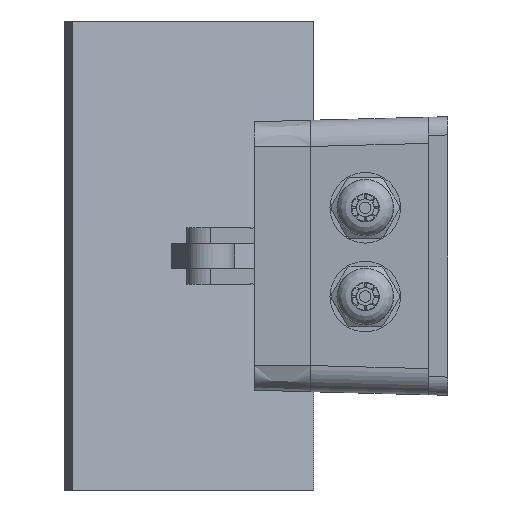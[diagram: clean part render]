
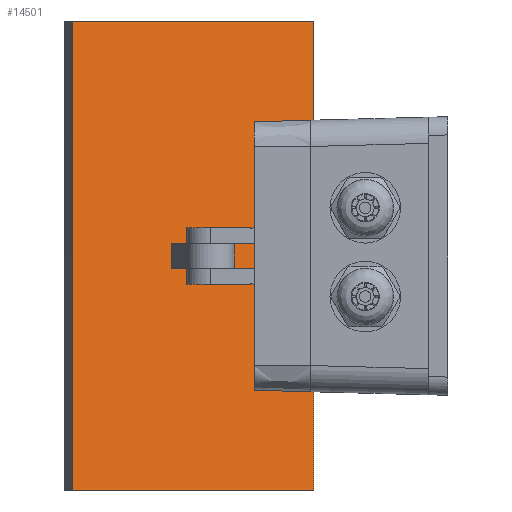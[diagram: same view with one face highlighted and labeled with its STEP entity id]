
A CAD part, left-side view. The second image highlights one B-rep face of the part: STEP entity #14501.
In plain terms, the highlighted face is planar.
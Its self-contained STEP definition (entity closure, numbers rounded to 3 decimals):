
#1205=FACE_BOUND('',#3040,.T.);
#1525=PLANE('',#15758);
#2211=FACE_OUTER_BOUND('',#3039,.T.);
#3039=EDGE_LOOP('',(#11576,#11577,#11578,#11579));
#3040=EDGE_LOOP('',(#11580,#11581,#11582,#11583));
#4127=LINE('',#23592,#5548);
#4128=LINE('',#23594,#5549);
#4129=LINE('',#23596,#5550);
#4130=LINE('',#23597,#5551);
#4131=LINE('',#23600,#5552);
#4132=LINE('',#23602,#5553);
#4133=LINE('',#23604,#5554);
#4134=LINE('',#23605,#5555);
#5548=VECTOR('',#18174,10.);
#5549=VECTOR('',#18175,10.);
#5550=VECTOR('',#18176,10.);
#5551=VECTOR('',#18177,10.);
#5552=VECTOR('',#18178,10.);
#5553=VECTOR('',#18179,10.);
#5554=VECTOR('',#18180,10.);
#5555=VECTOR('',#18181,10.);
#7113=VERTEX_POINT('',#23590);
#7114=VERTEX_POINT('',#23591);
#7115=VERTEX_POINT('',#23593);
#7116=VERTEX_POINT('',#23595);
#7117=VERTEX_POINT('',#23598);
#7118=VERTEX_POINT('',#23599);
#7119=VERTEX_POINT('',#23601);
#7120=VERTEX_POINT('',#23603);
#8723=EDGE_CURVE('',#7113,#7114,#4127,.T.);
#8724=EDGE_CURVE('',#7115,#7113,#4128,.T.);
#8725=EDGE_CURVE('',#7116,#7115,#4129,.T.);
#8726=EDGE_CURVE('',#7114,#7116,#4130,.T.);
#8727=EDGE_CURVE('',#7117,#7118,#4131,.T.);
#8728=EDGE_CURVE('',#7119,#7118,#4132,.T.);
#8729=EDGE_CURVE('',#7120,#7119,#4133,.T.);
#8730=EDGE_CURVE('',#7120,#7117,#4134,.T.);
#11576=ORIENTED_EDGE('',*,*,#8723,.F.);
#11577=ORIENTED_EDGE('',*,*,#8724,.F.);
#11578=ORIENTED_EDGE('',*,*,#8725,.F.);
#11579=ORIENTED_EDGE('',*,*,#8726,.F.);
#11580=ORIENTED_EDGE('',*,*,#8727,.T.);
#11581=ORIENTED_EDGE('',*,*,#8728,.F.);
#11582=ORIENTED_EDGE('',*,*,#8729,.F.);
#11583=ORIENTED_EDGE('',*,*,#8730,.T.);
#14501=ADVANCED_FACE('',(#2211,#1205),#1525,.F.);
#15758=AXIS2_PLACEMENT_3D('',#23589,#18172,#18173);
#18172=DIRECTION('center_axis',(0.,1.,0.));
#18173=DIRECTION('ref_axis',(-1.,0.,0.));
#18174=DIRECTION('',(1.,0.,0.));
#18175=DIRECTION('',(0.,0.,1.));
#18176=DIRECTION('',(-1.,0.,0.));
#18177=DIRECTION('',(0.,0.,-1.));
#18178=DIRECTION('',(0.,0.,1.));
#18179=DIRECTION('',(-1.,0.,0.));
#18180=DIRECTION('',(0.,0.,1.));
#18181=DIRECTION('',(-1.,0.,0.));
#23589=CARTESIAN_POINT('Origin',(57.65,68.8,0.));
#23590=CARTESIAN_POINT('',(24.65,68.8,58.));
#23591=CARTESIAN_POINT('',(90.65,68.8,58.));
#23592=CARTESIAN_POINT('',(24.65,68.8,58.));
#23593=CARTESIAN_POINT('',(24.65,68.8,-58.));
#23594=CARTESIAN_POINT('',(24.65,68.8,-58.));
#23595=CARTESIAN_POINT('',(90.65,68.8,-58.));
#23596=CARTESIAN_POINT('',(90.65,68.8,-58.));
#23597=CARTESIAN_POINT('',(90.65,68.8,58.));
#23598=CARTESIAN_POINT('',(51.65,68.8,-3.));
#23599=CARTESIAN_POINT('',(51.65,68.8,3.));
#23600=CARTESIAN_POINT('',(51.65,68.8,-3.));
#23601=CARTESIAN_POINT('',(63.65,68.8,3.));
#23602=CARTESIAN_POINT('',(63.65,68.8,3.));
#23603=CARTESIAN_POINT('',(63.65,68.8,-3.));
#23604=CARTESIAN_POINT('',(63.65,68.8,-3.));
#23605=CARTESIAN_POINT('',(63.65,68.8,-3.));
